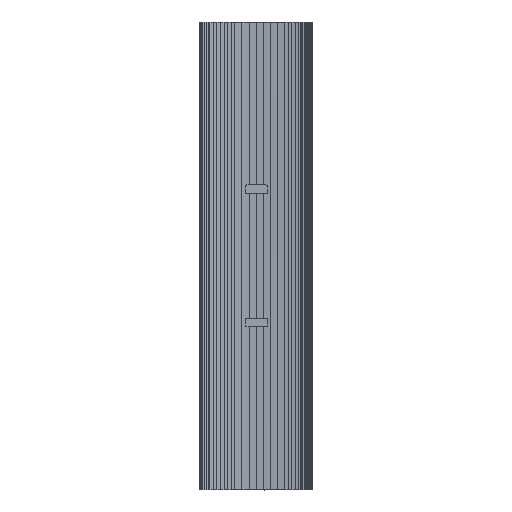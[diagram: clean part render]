
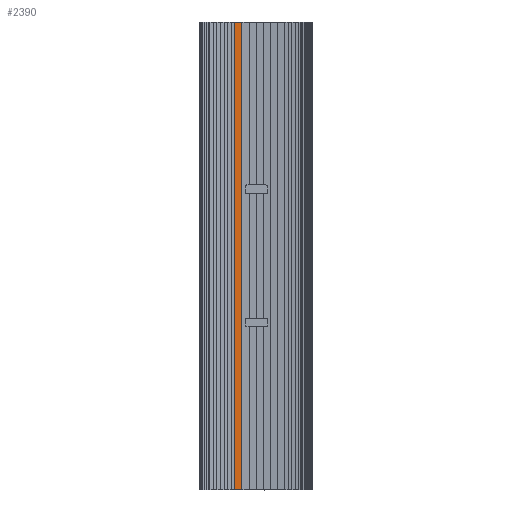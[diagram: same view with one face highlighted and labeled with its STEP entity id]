
A CAD part, top view. The second image highlights one B-rep face of the part: STEP entity #2390.
In plain terms, the highlighted face is a extrusion surface.
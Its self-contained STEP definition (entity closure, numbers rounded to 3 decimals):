
#302=CARTESIAN_POINT('Vertex',(240.652,-7.407,725.)) ;
#306=CARTESIAN_POINT('Control Point',(218.461,-7.8,725.)) ;
#307=CARTESIAN_POINT('Control Point',(222.905,-7.806,725.)) ;
#308=CARTESIAN_POINT('Control Point',(227.346,-7.772,725.)) ;
#309=CARTESIAN_POINT('Control Point',(231.786,-7.695,725.)) ;
#310=CARTESIAN_POINT('Control Point',(236.221,-7.574,725.)) ;
#311=CARTESIAN_POINT('Control Point',(240.652,-7.407,725.)) ;
#312=CARTESIAN_POINT('Vertex',(218.461,-7.8,725.)) ;
#1692=CARTESIAN_POINT('Vertex',(218.461,-7.8,-725.)) ;
#1696=CARTESIAN_POINT('Control Point',(218.461,-7.8,-725.)) ;
#1697=CARTESIAN_POINT('Control Point',(222.905,-7.806,-725.)) ;
#1698=CARTESIAN_POINT('Control Point',(227.346,-7.772,-725.)) ;
#1699=CARTESIAN_POINT('Control Point',(231.786,-7.695,-725.)) ;
#1700=CARTESIAN_POINT('Control Point',(236.221,-7.574,-725.)) ;
#1701=CARTESIAN_POINT('Control Point',(240.652,-7.407,-725.)) ;
#1702=CARTESIAN_POINT('Vertex',(240.652,-7.407,-725.)) ;
#2357=CARTESIAN_POINT('Line Origine',(240.652,-7.407,0.)) ;
#2370=CARTESIAN_POINT('Control Point',(218.461,-7.8,0.)) ;
#2371=CARTESIAN_POINT('Control Point',(222.918,-7.806,0.)) ;
#2372=CARTESIAN_POINT('Control Point',(227.366,-7.771,0.)) ;
#2373=CARTESIAN_POINT('Control Point',(231.807,-7.694,0.)) ;
#2374=CARTESIAN_POINT('Control Point',(236.235,-7.573,0.)) ;
#2375=CARTESIAN_POINT('Control Point',(240.652,-7.407,0.)) ;
#2379=CARTESIAN_POINT('Line Origine',(218.461,-7.8,0.)) ;
#2358=DIRECTION('Vector Direction',(0.,0.,1.)) ;
#2376=DIRECTION('Vector Direction',(0.,0.,1.)) ;
#2380=DIRECTION('Vector Direction',(0.,0.,1.)) ;
#2385=ORIENTED_EDGE('',*,*,#314,.T.) ;
#2386=ORIENTED_EDGE('',*,*,#2361,.F.) ;
#2387=ORIENTED_EDGE('',*,*,#1704,.F.) ;
#2388=ORIENTED_EDGE('',*,*,#2383,.T.) ;
#2359=VECTOR('Line Direction',#2358,1.) ;
#2377=VECTOR('Extrusion Surface Vector',#2376,1.) ;
#2381=VECTOR('Line Direction',#2380,1.) ;
#2390=ADVANCED_FACE('Extrusion volumique.1',(#2389),#2378,.F.) ;
#305=B_SPLINE_CURVE_WITH_KNOTS('',5,(#306,#307,#308,#309,#310,#311),.UNSPECIFIED.,.F.,.U.,(6,6),(0.,31.389),.UNSPECIFIED.) ;
#1695=B_SPLINE_CURVE_WITH_KNOTS('',5,(#1696,#1697,#1698,#1699,#1700,#1701),.UNSPECIFIED.,.F.,.U.,(6,6),(0.,31.389),.UNSPECIFIED.) ;
#2369=B_SPLINE_CURVE_WITH_KNOTS('',5,(#2370,#2371,#2372,#2373,#2374,#2375),.UNSPECIFIED.,.F.,.U.,(6,6),(0.,22.197),.UNSPECIFIED.) ;
#314=EDGE_CURVE('',#313,#303,#305,.T.) ;
#1704=EDGE_CURVE('',#1693,#1703,#1695,.T.) ;
#2361=EDGE_CURVE('',#1703,#303,#2360,.T.) ;
#2383=EDGE_CURVE('',#1693,#313,#2382,.T.) ;
#2384=EDGE_LOOP('',(#2385,#2386,#2387,#2388)) ;
#2389=FACE_OUTER_BOUND('',#2384,.T.) ;
#2360=LINE('Line',#2357,#2359) ;
#2382=LINE('Line',#2379,#2381) ;
#2378=SURFACE_OF_LINEAR_EXTRUSION('generated tabulated cylinder',#2369,#2377) ;
#303=VERTEX_POINT('',#302) ;
#313=VERTEX_POINT('',#312) ;
#1693=VERTEX_POINT('',#1692) ;
#1703=VERTEX_POINT('',#1702) ;
